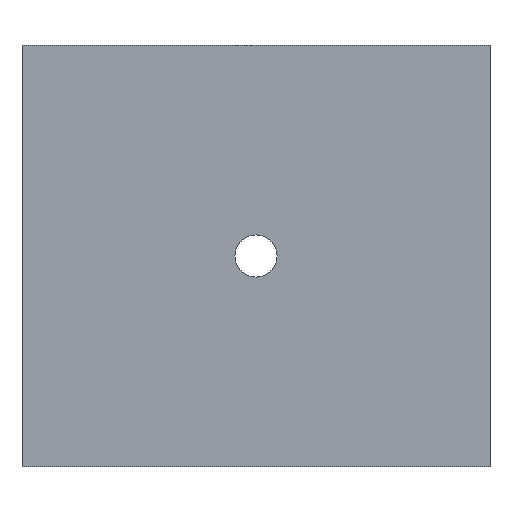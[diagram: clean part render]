
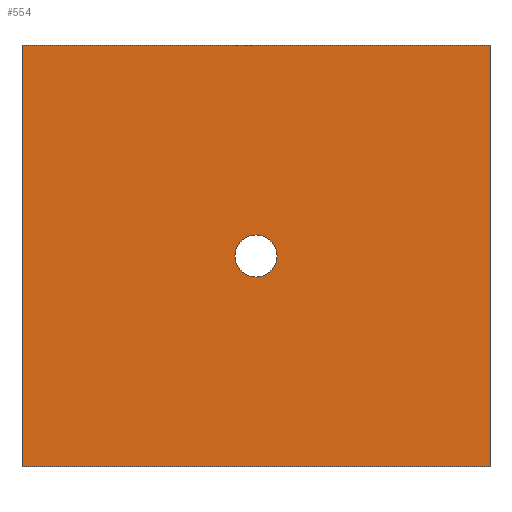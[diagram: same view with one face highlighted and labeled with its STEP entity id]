
A CAD part, front view. The second image highlights one B-rep face of the part: STEP entity #554.
In plain terms, the highlighted planar face has unit normal (0, -1, 0).
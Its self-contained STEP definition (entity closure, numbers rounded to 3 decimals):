
#18 = CARTESIAN_POINT ( 'NONE',  ( 0., 0., -450. ) ) ;
#32 = ORIENTED_EDGE ( 'NONE', *, *, #373, .T. ) ;
#34 = DIRECTION ( 'NONE',  ( 0., 1., 0. ) ) ;
#42 = CIRCLE ( 'NONE', #918, 22.5 ) ;
#48 = PLANE ( 'NONE',  #427 ) ;
#80 = CARTESIAN_POINT ( 'NONE',  ( 250., 0., -225. ) ) ;
#81 = VERTEX_POINT ( 'NONE', #349 ) ;
#125 = DIRECTION ( 'NONE',  ( 0., 1., 0. ) ) ;
#128 = CARTESIAN_POINT ( 'NONE',  ( 250., 0., -225. ) ) ;
#154 = VERTEX_POINT ( 'NONE', #460 ) ;
#178 = CARTESIAN_POINT ( 'NONE',  ( 250., 0., -202.5 ) ) ;
#181 = LINE ( 'NONE', #1055, #1140 ) ;
#201 = VECTOR ( 'NONE', #219, 1000. ) ;
#205 = ORIENTED_EDGE ( 'NONE', *, *, #1137, .T. ) ;
#210 = DIRECTION ( 'NONE',  ( 0., 0., -1. ) ) ;
#219 = DIRECTION ( 'NONE',  ( 1., 0., 0. ) ) ;
#224 = VECTOR ( 'NONE', #549, 1000. ) ;
#288 = FACE_OUTER_BOUND ( 'NONE', #819, .T. ) ;
#302 = VERTEX_POINT ( 'NONE', #965 ) ;
#349 = CARTESIAN_POINT ( 'NONE',  ( 500., 0., 0. ) ) ;
#357 = DIRECTION ( 'NONE',  ( 0., 0., -1. ) ) ;
#362 = CARTESIAN_POINT ( 'NONE',  ( 0., 0., -450. ) ) ;
#371 = CARTESIAN_POINT ( 'NONE',  ( 0., 0., 0. ) ) ;
#373 = EDGE_CURVE ( 'NONE', #560, #1110, #42, .T. ) ;
#403 = ORIENTED_EDGE ( 'NONE', *, *, #740, .F. ) ;
#411 = LINE ( 'NONE', #931, #224 ) ;
#427 = AXIS2_PLACEMENT_3D ( 'NONE', #362, #481, #838 ) ;
#437 = FACE_BOUND ( 'NONE', #1010, .T. ) ;
#460 = CARTESIAN_POINT ( 'NONE',  ( 0., 0., 0. ) ) ;
#464 = LINE ( 'NONE', #473, #880 ) ;
#467 = VERTEX_POINT ( 'NONE', #18 ) ;
#473 = CARTESIAN_POINT ( 'NONE',  ( 0., 0., 0. ) ) ;
#479 = DIRECTION ( 'NONE',  ( 0., 0., 1. ) ) ;
#481 = DIRECTION ( 'NONE',  ( 0., -1., 0. ) ) ;
#549 = DIRECTION ( 'NONE',  ( -1., 0., 0. ) ) ;
#554 = ADVANCED_FACE ( 'NONE', ( #437, #288 ), #48, .T. ) ;
#560 = VERTEX_POINT ( 'NONE', #1074 ) ;
#583 = EDGE_CURVE ( 'NONE', #81, #302, #181, .T. ) ;
#609 = ORIENTED_EDGE ( 'NONE', *, *, #1020, .F. ) ;
#613 = AXIS2_PLACEMENT_3D ( 'NONE', #80, #34, #357 ) ;
#614 = ORIENTED_EDGE ( 'NONE', *, *, #583, .F. ) ;
#683 = ORIENTED_EDGE ( 'NONE', *, *, #990, .F. ) ;
#740 = EDGE_CURVE ( 'NONE', #302, #467, #411, .T. ) ;
#819 = EDGE_LOOP ( 'NONE', ( #609, #403, #614, #683 ) ) ;
#838 = DIRECTION ( 'NONE',  ( 0., 0., -1. ) ) ;
#858 = CIRCLE ( 'NONE', #613, 22.5 ) ;
#880 = VECTOR ( 'NONE', #479, 1000. ) ;
#918 = AXIS2_PLACEMENT_3D ( 'NONE', #128, #125, #210 ) ;
#931 = CARTESIAN_POINT ( 'NONE',  ( 0., 0., -450. ) ) ;
#965 = CARTESIAN_POINT ( 'NONE',  ( 500., 0., -450. ) ) ;
#990 = EDGE_CURVE ( 'NONE', #154, #81, #1091, .T. ) ;
#992 = DIRECTION ( 'NONE',  ( 0., 0., -1. ) ) ;
#1010 = EDGE_LOOP ( 'NONE', ( #205, #32 ) ) ;
#1020 = EDGE_CURVE ( 'NONE', #467, #154, #464, .T. ) ;
#1055 = CARTESIAN_POINT ( 'NONE',  ( 500., 0., 0. ) ) ;
#1074 = CARTESIAN_POINT ( 'NONE',  ( 250., 0., -247.5 ) ) ;
#1091 = LINE ( 'NONE', #371, #201 ) ;
#1110 = VERTEX_POINT ( 'NONE', #178 ) ;
#1137 = EDGE_CURVE ( 'NONE', #1110, #560, #858, .T. ) ;
#1140 = VECTOR ( 'NONE', #992, 1000. ) ;
